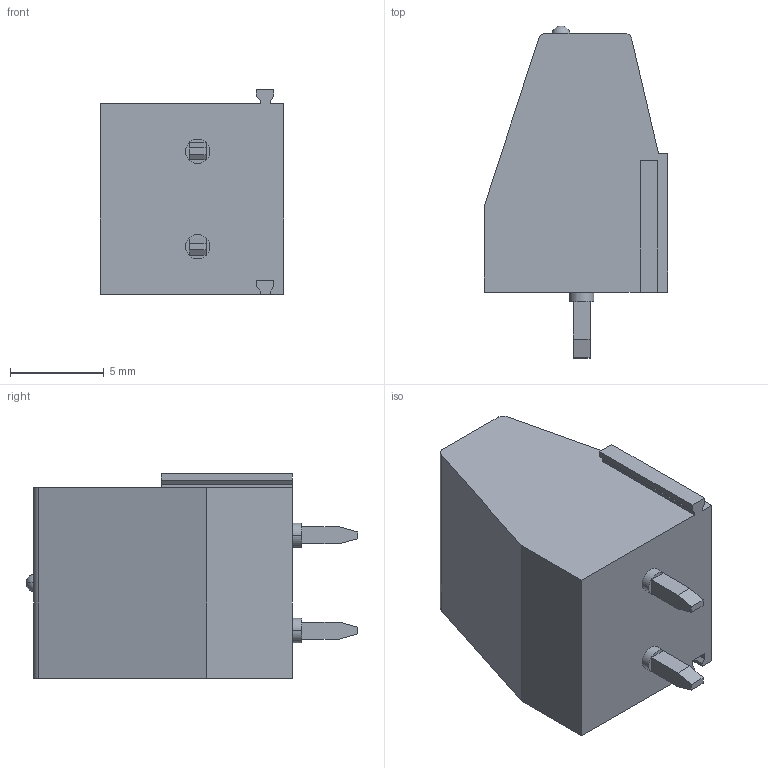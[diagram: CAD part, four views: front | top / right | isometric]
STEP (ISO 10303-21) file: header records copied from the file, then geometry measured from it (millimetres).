
FILE_DESCRIPTION(('STEP AP214'),'1');
FILE_NAME('1985904.stp','2019-06-24T15:46:02',('TraceParts'),('TraceParts S.A.'),'Spatial InterOp 3D',' ',' ');
FILE_SCHEMA(('AUTOMOTIVE_DESIGN { 1 0 10303 214 1 1 1 1 }'));
Length unit declared in the file: millimetre
Products named in the file (1): 1985904
Bounding box: 9.8 x 17.7 x 10.9 mm (x, y, z)
Volume: 1079.3 mm3; surface area: 858.1 mm2
Topology: 1 solids, 1 shells, 120 faces, 309 edges, 206 vertices
Faces by surface type: plane 82, cylinder 36, sphere 2
Entity records: 4640 total; most frequent: CARTESIAN_POINT 636, DIRECTION 634, ORIENTED_EDGE 618, EDGE_CURVE 309, LINE 226, VECTOR 226, VERTEX_POINT 206, AXIS2_PLACEMENT_3D 204
